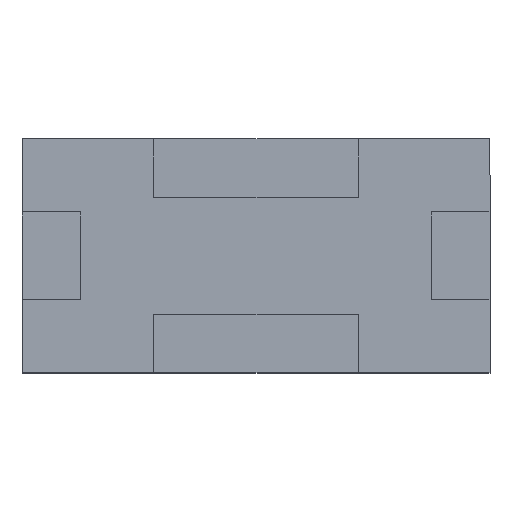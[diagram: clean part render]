
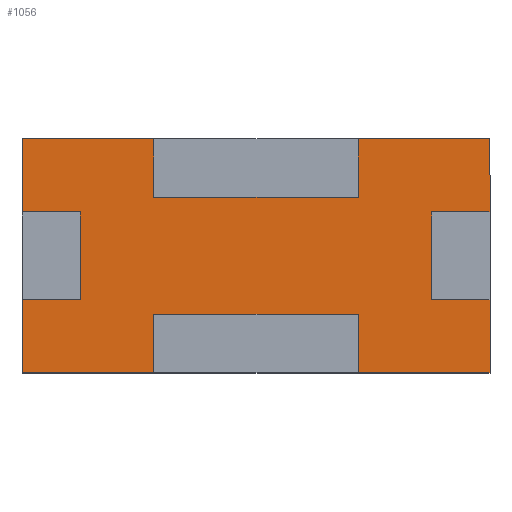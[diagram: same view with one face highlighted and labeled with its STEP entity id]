
A CAD part, top view. The second image highlights one B-rep face of the part: STEP entity #1056.
In plain terms, the highlighted planar face has unit normal (0, 0, 1).
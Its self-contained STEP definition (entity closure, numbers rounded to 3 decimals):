
#6 = VECTOR ( 'NONE', #249, 1000. ) ;
#11 = VERTEX_POINT ( 'NONE', #1144 ) ;
#24 = ORIENTED_EDGE ( 'NONE', *, *, #991, .F. ) ;
#29 = CARTESIAN_POINT ( 'NONE',  ( 0.35, -0.4, 0.6 ) ) ;
#35 = EDGE_CURVE ( 'NONE', #583, #879, #1255, .T. ) ;
#66 = LINE ( 'NONE', #1240, #1335 ) ;
#67 = ORIENTED_EDGE ( 'NONE', *, *, #616, .T. ) ;
#80 = VERTEX_POINT ( 'NONE', #1299 ) ;
#83 = CARTESIAN_POINT ( 'NONE',  ( -0.8, 0.4, 0.6 ) ) ;
#87 = LINE ( 'NONE', #91, #1332 ) ;
#91 = CARTESIAN_POINT ( 'NONE',  ( -0.8, 0.15, 0.6 ) ) ;
#109 = VERTEX_POINT ( 'NONE', #1190 ) ;
#112 = VERTEX_POINT ( 'NONE', #970 ) ;
#129 = VERTEX_POINT ( 'NONE', #336 ) ;
#136 = DIRECTION ( 'NONE',  ( 0., -1., 0. ) ) ;
#143 = CARTESIAN_POINT ( 'NONE',  ( -0.35, -0.4, 0.6 ) ) ;
#146 = ORIENTED_EDGE ( 'NONE', *, *, #1159, .F. ) ;
#147 = CARTESIAN_POINT ( 'NONE',  ( -0.8, -0.4, 0.6 ) ) ;
#156 = DIRECTION ( 'NONE',  ( 1., 0., 0. ) ) ;
#169 = CARTESIAN_POINT ( 'NONE',  ( 0.35, -0.2, 0.6 ) ) ;
#173 = DIRECTION ( 'NONE',  ( 1., 0., 0. ) ) ;
#205 = CARTESIAN_POINT ( 'NONE',  ( 0.8, 0.4, 0.6 ) ) ;
#217 = CARTESIAN_POINT ( 'NONE',  ( -0.35, 0.4, 0.6 ) ) ;
#222 = ORIENTED_EDGE ( 'NONE', *, *, #807, .F. ) ;
#223 = CARTESIAN_POINT ( 'NONE',  ( -0.35, 0.2, 0.6 ) ) ;
#239 = VERTEX_POINT ( 'NONE', #29 ) ;
#243 = EDGE_CURVE ( 'NONE', #129, #574, #459, .T. ) ;
#249 = DIRECTION ( 'NONE',  ( 1., 0., 0. ) ) ;
#252 = ORIENTED_EDGE ( 'NONE', *, *, #343, .T. ) ;
#268 = LINE ( 'NONE', #143, #280 ) ;
#271 = EDGE_CURVE ( 'NONE', #574, #685, #1119, .T. ) ;
#280 = VECTOR ( 'NONE', #899, 1000. ) ;
#292 = EDGE_CURVE ( 'NONE', #1317, #919, #855, .T. ) ;
#295 = DIRECTION ( 'NONE',  ( 0., 0., 1. ) ) ;
#328 = LINE ( 'NONE', #1302, #1130 ) ;
#336 = CARTESIAN_POINT ( 'NONE',  ( -0.8, -0.15, 0.6 ) ) ;
#343 = EDGE_CURVE ( 'NONE', #821, #11, #66, .T. ) ;
#361 = VERTEX_POINT ( 'NONE', #924 ) ;
#364 = VECTOR ( 'NONE', #562, 1000. ) ;
#365 = CARTESIAN_POINT ( 'NONE',  ( 0.6, 0.15, 0.6 ) ) ;
#370 = EDGE_CURVE ( 'NONE', #109, #852, #399, .T. ) ;
#374 = LINE ( 'NONE', #1367, #1285 ) ;
#395 = ORIENTED_EDGE ( 'NONE', *, *, #1380, .T. ) ;
#399 = LINE ( 'NONE', #205, #1062 ) ;
#401 = CARTESIAN_POINT ( 'NONE',  ( 0.8, -0.15, 0.6 ) ) ;
#410 = ORIENTED_EDGE ( 'NONE', *, *, #528, .T. ) ;
#411 = LINE ( 'NONE', #1269, #1309 ) ;
#446 = CARTESIAN_POINT ( 'NONE',  ( -0.8, 0.4, 0.6 ) ) ;
#457 = CARTESIAN_POINT ( 'NONE',  ( -0.8, 0.4, 0.6 ) ) ;
#459 = LINE ( 'NONE', #1003, #731 ) ;
#461 = LINE ( 'NONE', #893, #655 ) ;
#465 = DIRECTION ( 'NONE',  ( 0., -1., 0. ) ) ;
#470 = CARTESIAN_POINT ( 'NONE',  ( -0.6, -0.15, 0.6 ) ) ;
#479 = CARTESIAN_POINT ( 'NONE',  ( -0.6, 0.15, 0.6 ) ) ;
#491 = EDGE_CURVE ( 'NONE', #691, #755, #670, .T. ) ;
#492 = EDGE_LOOP ( 'NONE', ( #24, #997, #1389, #410, #593, #857, #809, #1058, #222, #581, #146, #1352, #1030, #1295, #67, #795, #544, #715, #395, #252 ) ) ;
#527 = DIRECTION ( 'NONE',  ( 0., -1., 0. ) ) ;
#528 = EDGE_CURVE ( 'NONE', #239, #852, #1214, .T. ) ;
#534 = LINE ( 'NONE', #223, #364 ) ;
#542 = VECTOR ( 'NONE', #465, 1000. ) ;
#544 = ORIENTED_EDGE ( 'NONE', *, *, #271, .F. ) ;
#562 = DIRECTION ( 'NONE',  ( 1., 0., 0. ) ) ;
#574 = VERTEX_POINT ( 'NONE', #470 ) ;
#581 = ORIENTED_EDGE ( 'NONE', *, *, #292, .F. ) ;
#583 = VERTEX_POINT ( 'NONE', #1147 ) ;
#593 = ORIENTED_EDGE ( 'NONE', *, *, #370, .F. ) ;
#603 = DIRECTION ( 'NONE',  ( 0., -1., 0. ) ) ;
#615 = CARTESIAN_POINT ( 'NONE',  ( -0.6, 0.15, 0.6 ) ) ;
#616 = EDGE_CURVE ( 'NONE', #691, #736, #1246, .T. ) ;
#618 = FACE_OUTER_BOUND ( 'NONE', #492, .T. ) ;
#630 = VECTOR ( 'NONE', #1053, 1000. ) ;
#651 = VECTOR ( 'NONE', #1031, 1000. ) ;
#655 = VECTOR ( 'NONE', #872, 1000. ) ;
#659 = DIRECTION ( 'NONE',  ( 1., 0., 0. ) ) ;
#670 = LINE ( 'NONE', #457, #6 ) ;
#680 = EDGE_CURVE ( 'NONE', #755, #1229, #374, .T. ) ;
#685 = VERTEX_POINT ( 'NONE', #615 ) ;
#687 = AXIS2_PLACEMENT_3D ( 'NONE', #723, #295, #840 ) ;
#691 = VERTEX_POINT ( 'NONE', #83 ) ;
#701 = LINE ( 'NONE', #365, #542 ) ;
#714 = CARTESIAN_POINT ( 'NONE',  ( 0.8, 0.4, 0.6 ) ) ;
#715 = ORIENTED_EDGE ( 'NONE', *, *, #243, .F. ) ;
#723 = CARTESIAN_POINT ( 'NONE',  ( 0., 0., 0.6 ) ) ;
#731 = VECTOR ( 'NONE', #156, 1000. ) ;
#736 = VERTEX_POINT ( 'NONE', #858 ) ;
#755 = VERTEX_POINT ( 'NONE', #217 ) ;
#795 = ORIENTED_EDGE ( 'NONE', *, *, #1136, .F. ) ;
#807 = EDGE_CURVE ( 'NONE', #919, #583, #328, .T. ) ;
#809 = ORIENTED_EDGE ( 'NONE', *, *, #1278, .F. ) ;
#818 = EDGE_CURVE ( 'NONE', #1229, #80, #534, .T. ) ;
#821 = VERTEX_POINT ( 'NONE', #1201 ) ;
#840 = DIRECTION ( 'NONE',  ( 1., 0., 0. ) ) ;
#850 = EDGE_CURVE ( 'NONE', #239, #928, #461, .T. ) ;
#852 = VERTEX_POINT ( 'NONE', #1318 ) ;
#855 = LINE ( 'NONE', #859, #1019 ) ;
#857 = ORIENTED_EDGE ( 'NONE', *, *, #1045, .F. ) ;
#858 = CARTESIAN_POINT ( 'NONE',  ( -0.8, 0.15, 0.6 ) ) ;
#859 = CARTESIAN_POINT ( 'NONE',  ( -0.8, 0.4, 0.6 ) ) ;
#872 = DIRECTION ( 'NONE',  ( 0., 1., 0. ) ) ;
#879 = VERTEX_POINT ( 'NONE', #1073 ) ;
#893 = CARTESIAN_POINT ( 'NONE',  ( 0.35, -0.4, 0.6 ) ) ;
#899 = DIRECTION ( 'NONE',  ( 0., -1., 0. ) ) ;
#906 = VECTOR ( 'NONE', #1135, 1000. ) ;
#919 = VERTEX_POINT ( 'NONE', #714 ) ;
#924 = CARTESIAN_POINT ( 'NONE',  ( -0.35, -0.2, 0.6 ) ) ;
#928 = VERTEX_POINT ( 'NONE', #169 ) ;
#950 = DIRECTION ( 'NONE',  ( -1., 0., 0. ) ) ;
#970 = CARTESIAN_POINT ( 'NONE',  ( 0.6, -0.15, 0.6 ) ) ;
#980 = DIRECTION ( 'NONE',  ( 0., -1., 0. ) ) ;
#991 = EDGE_CURVE ( 'NONE', #361, #11, #268, .T. ) ;
#997 = ORIENTED_EDGE ( 'NONE', *, *, #1118, .F. ) ;
#1003 = CARTESIAN_POINT ( 'NONE',  ( -0.8, -0.15, 0.6 ) ) ;
#1019 = VECTOR ( 'NONE', #173, 1000. ) ;
#1030 = ORIENTED_EDGE ( 'NONE', *, *, #680, .F. ) ;
#1031 = DIRECTION ( 'NONE',  ( 0., -1., 0. ) ) ;
#1042 = PLANE ( 'NONE',  #687 ) ;
#1045 = EDGE_CURVE ( 'NONE', #112, #109, #1378, .T. ) ;
#1050 = CARTESIAN_POINT ( 'NONE',  ( -0.35, -0.2, 0.6 ) ) ;
#1053 = DIRECTION ( 'NONE',  ( 1., 0., 0. ) ) ;
#1056 = ADVANCED_FACE ( 'NONE', ( #618 ), #1042, .T. ) ;
#1058 = ORIENTED_EDGE ( 'NONE', *, *, #35, .F. ) ;
#1062 = VECTOR ( 'NONE', #603, 1000. ) ;
#1064 = VECTOR ( 'NONE', #950, 1000. ) ;
#1073 = CARTESIAN_POINT ( 'NONE',  ( 0.6, 0.15, 0.6 ) ) ;
#1088 = VECTOR ( 'NONE', #659, 1000. ) ;
#1099 = CARTESIAN_POINT ( 'NONE',  ( 0.35, 0.4, 0.6 ) ) ;
#1118 = EDGE_CURVE ( 'NONE', #928, #361, #1260, .T. ) ;
#1119 = LINE ( 'NONE', #479, #906 ) ;
#1130 = VECTOR ( 'NONE', #136, 1000. ) ;
#1135 = DIRECTION ( 'NONE',  ( 0., 1., 0. ) ) ;
#1136 = EDGE_CURVE ( 'NONE', #685, #736, #87, .T. ) ;
#1144 = CARTESIAN_POINT ( 'NONE',  ( -0.35, -0.4, 0.6 ) ) ;
#1147 = CARTESIAN_POINT ( 'NONE',  ( 0.8, 0.15, 0.6 ) ) ;
#1159 = EDGE_CURVE ( 'NONE', #80, #1317, #411, .T. ) ;
#1161 = DIRECTION ( 'NONE',  ( 0., 1., 0. ) ) ;
#1185 = LINE ( 'NONE', #446, #1354 ) ;
#1190 = CARTESIAN_POINT ( 'NONE',  ( 0.8, -0.15, 0.6 ) ) ;
#1201 = CARTESIAN_POINT ( 'NONE',  ( -0.8, -0.4, 0.6 ) ) ;
#1214 = LINE ( 'NONE', #147, #1088 ) ;
#1229 = VERTEX_POINT ( 'NONE', #1316 ) ;
#1240 = CARTESIAN_POINT ( 'NONE',  ( -0.8, -0.4, 0.6 ) ) ;
#1246 = LINE ( 'NONE', #1327, #651 ) ;
#1248 = DIRECTION ( 'NONE',  ( 1., 0., 0. ) ) ;
#1255 = LINE ( 'NONE', #1268, #1064 ) ;
#1256 = DIRECTION ( 'NONE',  ( -1., 0., 0. ) ) ;
#1260 = LINE ( 'NONE', #1050, #1266 ) ;
#1266 = VECTOR ( 'NONE', #1256, 1000. ) ;
#1268 = CARTESIAN_POINT ( 'NONE',  ( 0.8, 0.15, 0.6 ) ) ;
#1269 = CARTESIAN_POINT ( 'NONE',  ( 0.35, 0.4, 0.6 ) ) ;
#1278 = EDGE_CURVE ( 'NONE', #879, #112, #701, .T. ) ;
#1285 = VECTOR ( 'NONE', #527, 1000. ) ;
#1295 = ORIENTED_EDGE ( 'NONE', *, *, #491, .F. ) ;
#1299 = CARTESIAN_POINT ( 'NONE',  ( 0.35, 0.2, 0.6 ) ) ;
#1302 = CARTESIAN_POINT ( 'NONE',  ( 0.8, 0.4, 0.6 ) ) ;
#1309 = VECTOR ( 'NONE', #1161, 1000. ) ;
#1316 = CARTESIAN_POINT ( 'NONE',  ( -0.35, 0.2, 0.6 ) ) ;
#1317 = VERTEX_POINT ( 'NONE', #1099 ) ;
#1318 = CARTESIAN_POINT ( 'NONE',  ( 0.8, -0.4, 0.6 ) ) ;
#1327 = CARTESIAN_POINT ( 'NONE',  ( -0.8, 0.4, 0.6 ) ) ;
#1332 = VECTOR ( 'NONE', #1365, 1000. ) ;
#1335 = VECTOR ( 'NONE', #1248, 1000. ) ;
#1352 = ORIENTED_EDGE ( 'NONE', *, *, #818, .F. ) ;
#1354 = VECTOR ( 'NONE', #980, 1000. ) ;
#1365 = DIRECTION ( 'NONE',  ( -1., 0., 0. ) ) ;
#1367 = CARTESIAN_POINT ( 'NONE',  ( -0.35, 0.4, 0.6 ) ) ;
#1378 = LINE ( 'NONE', #401, #630 ) ;
#1380 = EDGE_CURVE ( 'NONE', #129, #821, #1185, .T. ) ;
#1389 = ORIENTED_EDGE ( 'NONE', *, *, #850, .F. ) ;
